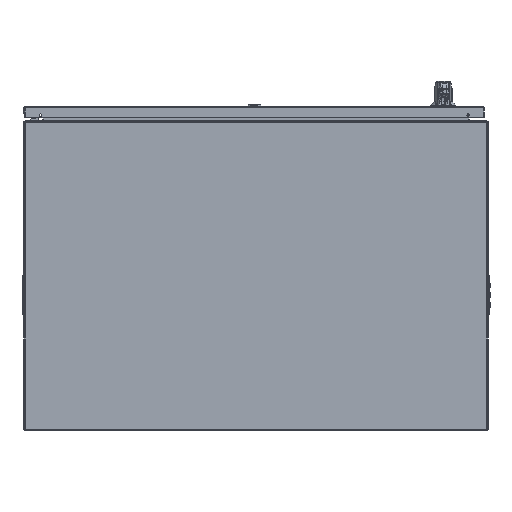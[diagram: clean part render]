
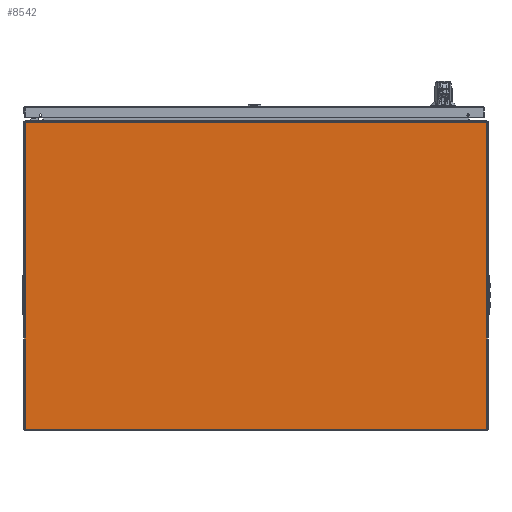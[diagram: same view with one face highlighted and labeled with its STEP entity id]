
A CAD part, front view. The second image highlights one B-rep face of the part: STEP entity #8542.
In plain terms, the highlighted planar face has unit normal (0, -1, 0).
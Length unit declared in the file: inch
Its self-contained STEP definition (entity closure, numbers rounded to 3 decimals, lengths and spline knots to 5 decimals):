
#563 = CARTESIAN_POINT ( 'NONE',  ( 17.88189, -30., 11.88189 ) ) ;
#1047 = DIRECTION ( 'NONE',  ( 0., 0., -1. ) ) ;
#5322 = DIRECTION ( 'NONE',  ( 1., 0., 0. ) ) ;
#7911 = EDGE_CURVE ( 'NONE', #106265, #100356, #116398, .T. ) ;
#8542 = ADVANCED_FACE ( 'NONE', ( #47200 ), #119726, .F. ) ;
#15040 = VERTEX_POINT ( 'NONE', #40539 ) ;
#16944 = CARTESIAN_POINT ( 'NONE',  ( -18., -30., 12. ) ) ;
#25447 = CARTESIAN_POINT ( 'NONE',  ( -17.88189, -30., 11.88189 ) ) ;
#27253 = DIRECTION ( 'NONE',  ( 0., 0., 1. ) ) ;
#28183 = CARTESIAN_POINT ( 'NONE',  ( -17.88189, -30., 12. ) ) ;
#29471 = DIRECTION ( 'NONE',  ( 0., 0., 1. ) ) ;
#32537 = CARTESIAN_POINT ( 'NONE',  ( 17.88189, -30., 12. ) ) ;
#32910 = LINE ( 'NONE', #45646, #121802 ) ;
#38556 = ORIENTED_EDGE ( 'NONE', *, *, #91530, .F. ) ;
#40539 = CARTESIAN_POINT ( 'NONE',  ( 17.88189, -30., -11.88189 ) ) ;
#42715 = LINE ( 'NONE', #62704, #99019 ) ;
#45646 = CARTESIAN_POINT ( 'NONE',  ( -18., -30., -11.88189 ) ) ;
#47200 = FACE_OUTER_BOUND ( 'NONE', #62988, .T. ) ;
#50341 = ORIENTED_EDGE ( 'NONE', *, *, #59337, .F. ) ;
#59337 = EDGE_CURVE ( 'NONE', #15040, #106265, #32910, .T. ) ;
#62704 = CARTESIAN_POINT ( 'NONE',  ( -18., -30., 11.88189 ) ) ;
#62988 = EDGE_LOOP ( 'NONE', ( #50341, #69094, #38556, #113891 ) ) ;
#69094 = ORIENTED_EDGE ( 'NONE', *, *, #106538, .F. ) ;
#70179 = DIRECTION ( 'NONE',  ( 0., 1., 0. ) ) ;
#84120 = VECTOR ( 'NONE', #1047, 39.37008 ) ;
#84902 = DIRECTION ( 'NONE',  ( -1., 0., 0. ) ) ;
#89135 = AXIS2_PLACEMENT_3D ( 'NONE', #16944, #70179, #27253 ) ;
#91530 = EDGE_CURVE ( 'NONE', #100356, #106080, #42715, .T. ) ;
#99019 = VECTOR ( 'NONE', #5322, 39.37008 ) ;
#100356 = VERTEX_POINT ( 'NONE', #25447 ) ;
#106080 = VERTEX_POINT ( 'NONE', #563 ) ;
#106265 = VERTEX_POINT ( 'NONE', #121544 ) ;
#106538 = EDGE_CURVE ( 'NONE', #106080, #15040, #120758, .T. ) ;
#113891 = ORIENTED_EDGE ( 'NONE', *, *, #7911, .F. ) ;
#116398 = LINE ( 'NONE', #28183, #123967 ) ;
#119726 = PLANE ( 'NONE',  #89135 ) ;
#120758 = LINE ( 'NONE', #32537, #84120 ) ;
#121544 = CARTESIAN_POINT ( 'NONE',  ( -17.88189, -30., -11.88189 ) ) ;
#121802 = VECTOR ( 'NONE', #84902, 39.37008 ) ;
#123967 = VECTOR ( 'NONE', #29471, 39.37008 ) ;
